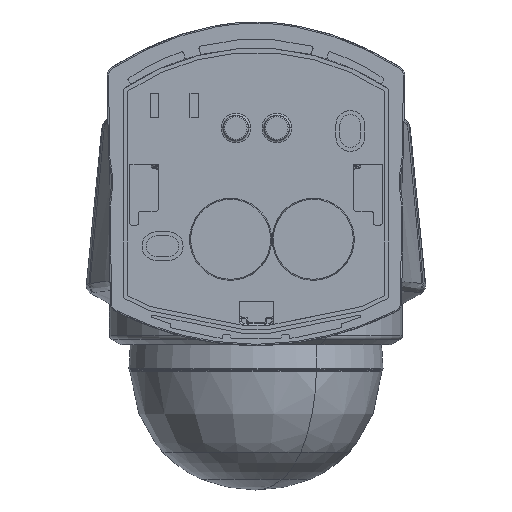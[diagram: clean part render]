
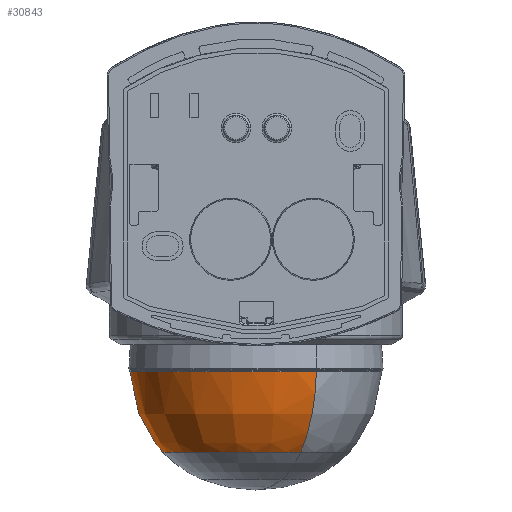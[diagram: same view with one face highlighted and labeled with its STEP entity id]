
A CAD part, left-side view. The second image highlights one B-rep face of the part: STEP entity #30843.
In plain terms, the highlighted face is a revolution surface.
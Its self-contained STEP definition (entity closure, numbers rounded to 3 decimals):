
#30758=AXIS2_PLACEMENT_3D('Circle Axis2P3D',#30756,#30757,$) ;
#30825=AXIS2_PLACEMENT_3D('Circle Axis2P3D',#30823,#30824,$) ;
#30753=CARTESIAN_POINT('Vertex',(121.468,14.732,-85.319)) ;
#30756=CARTESIAN_POINT('Axis2P3D Location',(94.5,0.,-85.319)) ;
#30760=CARTESIAN_POINT('Vertex',(67.532,-14.732,-85.319)) ;
#30805=CARTESIAN_POINT('Control Point',(125.229,0.,-85.319)) ;
#30806=CARTESIAN_POINT('Control Point',(125.041,0.,-90.723)) ;
#30807=CARTESIAN_POINT('Control Point',(123.589,0.,-96.087)) ;
#30808=CARTESIAN_POINT('Control Point',(120.895,0.,-100.947)) ;
#30809=CARTESIAN_POINT('Control Point',(117.266,0.,-104.955)) ;
#30810=CARTESIAN_POINT('Axis1P Location',(94.5,0.,-95.245)) ;
#30815=CARTESIAN_POINT('Control Point',(121.468,14.732,-85.319)) ;
#30816=CARTESIAN_POINT('Control Point',(121.303,14.642,-90.723)) ;
#30817=CARTESIAN_POINT('Control Point',(120.028,13.946,-96.087)) ;
#30818=CARTESIAN_POINT('Control Point',(117.664,12.654,-100.947)) ;
#30819=CARTESIAN_POINT('Control Point',(114.479,10.914,-104.955)) ;
#30820=CARTESIAN_POINT('Vertex',(114.479,10.914,-104.955)) ;
#30823=CARTESIAN_POINT('Axis2P3D Location',(94.5,0.,-104.955)) ;
#30827=CARTESIAN_POINT('Vertex',(74.521,-10.914,-104.955)) ;
#30831=CARTESIAN_POINT('Control Point',(67.532,-14.732,-85.319)) ;
#30832=CARTESIAN_POINT('Control Point',(67.697,-14.642,-90.723)) ;
#30833=CARTESIAN_POINT('Control Point',(68.972,-13.946,-96.087)) ;
#30834=CARTESIAN_POINT('Control Point',(71.336,-12.654,-100.947)) ;
#30835=CARTESIAN_POINT('Control Point',(74.521,-10.914,-104.955)) ;
#30757=DIRECTION('Axis2P3D Direction',(-0.,0.,1.)) ;
#30811=DIRECTION('Axis1P Direction',(0.,0.,1.)) ;
#30824=DIRECTION('Axis2P3D Direction',(0.,0.,1.)) ;
#30812=AXIS1_PLACEMENT('Revolution Surface Axis1P',#30810,#30811) ;
#30838=ORIENTED_EDGE('',*,*,#30822,.T.) ;
#30839=ORIENTED_EDGE('',*,*,#30829,.T.) ;
#30840=ORIENTED_EDGE('',*,*,#30836,.F.) ;
#30841=ORIENTED_EDGE('',*,*,#30762,.T.) ;
#30843=ADVANCED_FACE('Body.6',(#30842),#30813,.F.) ;
#30804=B_SPLINE_CURVE_WITH_KNOTS('',4,(#30805,#30806,#30807,#30808,#30809),.UNSPECIFIED.,.F.,.U.,(5,5),(98.001,119.631),.UNSPECIFIED.) ;
#30814=B_SPLINE_CURVE_WITH_KNOTS('',4,(#30815,#30816,#30817,#30818,#30819),.UNSPECIFIED.,.F.,.U.,(5,5),(98.001,119.631),.UNSPECIFIED.) ;
#30830=B_SPLINE_CURVE_WITH_KNOTS('',4,(#30831,#30832,#30833,#30834,#30835),.UNSPECIFIED.,.F.,.U.,(5,5),(98.001,119.631),.UNSPECIFIED.) ;
#30759=CIRCLE('generated circle',#30758,30.729) ;
#30826=CIRCLE('generated circle',#30825,22.766) ;
#30762=EDGE_CURVE('',#30761,#30754,#30759,.F.) ;
#30822=EDGE_CURVE('',#30754,#30821,#30814,.T.) ;
#30829=EDGE_CURVE('',#30821,#30828,#30826,.T.) ;
#30836=EDGE_CURVE('',#30761,#30828,#30830,.T.) ;
#30837=EDGE_LOOP('',(#30838,#30839,#30840,#30841)) ;
#30842=FACE_OUTER_BOUND('',#30837,.T.) ;
#30813=SURFACE_OF_REVOLUTION('Surface of Revolution',#30804,#30812) ;
#30754=VERTEX_POINT('',#30753) ;
#30761=VERTEX_POINT('',#30760) ;
#30821=VERTEX_POINT('',#30820) ;
#30828=VERTEX_POINT('',#30827) ;
